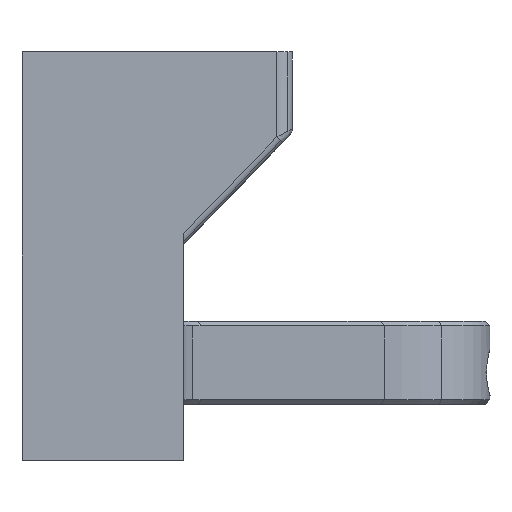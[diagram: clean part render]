
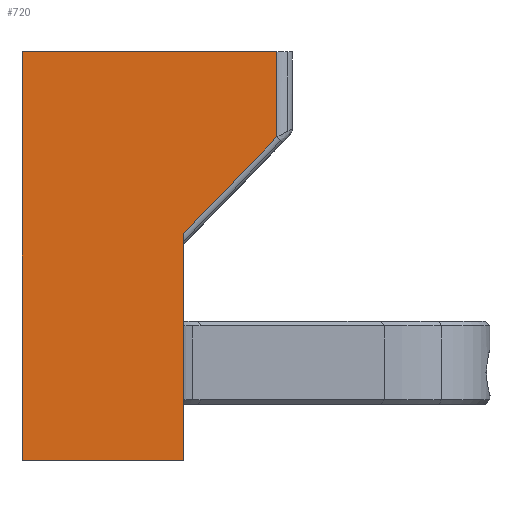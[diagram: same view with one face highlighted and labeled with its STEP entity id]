
A CAD part, left-side view. The second image highlights one B-rep face of the part: STEP entity #720.
In plain terms, the highlighted planar face has unit normal (-1, 0, 0).
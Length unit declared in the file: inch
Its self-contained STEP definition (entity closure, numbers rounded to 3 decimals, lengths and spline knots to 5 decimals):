
#720=ADVANCED_FACE('',(#2029),#2030,.T.);
#2029=FACE_OUTER_BOUND('',#3978,.T.);
#2030=PLANE('',#3979);
#3978=EDGE_LOOP('',(#10613,#10614,#10615,#10616,#10617,#10618));
#3979=AXIS2_PLACEMENT_3D('',#10619,#10620,#10621);
#10613=ORIENTED_EDGE('',*,*,#16284,.F.);
#10614=ORIENTED_EDGE('',*,*,#16285,.F.);
#10615=ORIENTED_EDGE('',*,*,#16286,.T.);
#10616=ORIENTED_EDGE('',*,*,#16287,.T.);
#10617=ORIENTED_EDGE('',*,*,#16288,.F.);
#10618=ORIENTED_EDGE('',*,*,#16289,.F.);
#10619=CARTESIAN_POINT('',(-1.25986,0.65916,0.73324));
#10620=DIRECTION('',(-1.0,0.,0.0));
#10621=DIRECTION('',(0.0,0.0,1.0));
#16284=EDGE_CURVE('',#18596,#18597,#18598,.T.);
#16285=EDGE_CURVE('',#18599,#18596,#18600,.T.);
#16286=EDGE_CURVE('',#18599,#18601,#18602,.T.);
#16287=EDGE_CURVE('',#18601,#18603,#18604,.T.);
#16288=EDGE_CURVE('',#18605,#18603,#18606,.T.);
#16289=EDGE_CURVE('',#18597,#18605,#18607,.T.);
#18596=VERTEX_POINT('',#22058);
#18597=VERTEX_POINT('',#22059);
#18598=LINE('',#22060,#22061);
#18599=VERTEX_POINT('',#22062);
#18600=LINE('',#22063,#22064);
#18601=VERTEX_POINT('',#22065);
#18602=LINE('',#22066,#22067);
#18603=VERTEX_POINT('',#22068);
#18604=LINE('',#22069,#22070);
#18605=VERTEX_POINT('',#22071);
#18606=LINE('',#22072,#22073);
#18607=LINE('',#22074,#22075);
#22058=CARTESIAN_POINT('',(-1.25986,-0.89568,1.35347));
#22059=CARTESIAN_POINT('',(-1.25986,-0.42198,0.86399));
#22060=CARTESIAN_POINT('',(-1.25986,-0.08819,0.51906));
#22061=VECTOR('',#30595,1.);
#22062=CARTESIAN_POINT('',(-1.25986,-0.89568,1.7834));
#22063=CARTESIAN_POINT('',(-1.25986,-0.89568,0.70714));
#22064=VECTOR('',#30596,1.0);
#22065=CARTESIAN_POINT('',(-1.25986,0.39371,1.7834));
#22066=CARTESIAN_POINT('',(-1.25986,0.40832,1.7834));
#22067=VECTOR('',#30597,1.0);
#22068=CARTESIAN_POINT('',(-1.25986,0.39371,-0.28123));
#22069=CARTESIAN_POINT('',(-1.25986,0.39371,0.53846));
#22070=VECTOR('',#30598,1.0);
#22071=CARTESIAN_POINT('',(-1.25986,-0.42198,-0.28123));
#22072=CARTESIAN_POINT('',(-1.25986,0.1844,-0.28123));
#22073=VECTOR('',#30599,1.0);
#22074=CARTESIAN_POINT('',(-1.25986,-0.42198,1.15576));
#22075=VECTOR('',#30600,1.0);
#30595=DIRECTION('',(0.,0.695,-0.719));
#30596=DIRECTION('',(0.0,0.0,-1.0));
#30597=DIRECTION('',(0.,1.0,0.0));
#30598=DIRECTION('',(0.0,0.0,-1.0));
#30599=DIRECTION('',(0.,1.0,0.0));
#30600=DIRECTION('',(0.0,0.0,-1.0));
